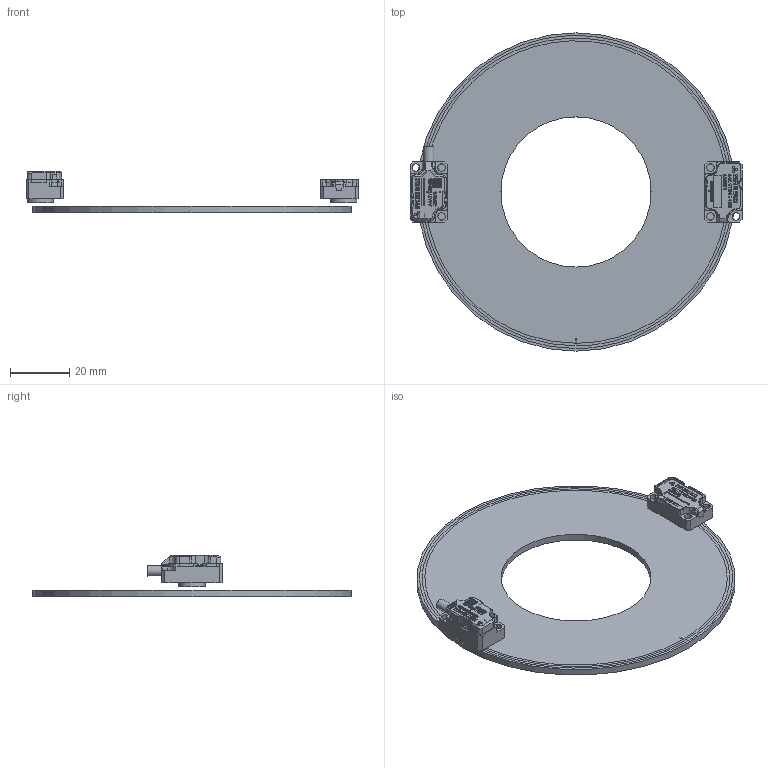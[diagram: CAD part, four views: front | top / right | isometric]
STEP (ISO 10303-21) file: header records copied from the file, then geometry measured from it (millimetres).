
FILE_DESCRIPTION(/* description */ (''),/* implementation_level */ '2;1');
FILE_NAME(/* name */ '40um 108mm DISK.stp',/* time_stamp */ '2019-07-04T14:14:01+01:00',/* author */ (''),/* organization */ (''),/* preprocessor_version */ 'ST-DEVELOPER v16',/* originating_system */ 'SIEMENS PLM Software NX 10.0',/* authorisation */ '');
FILE_SCHEMA (('AP203_CONFIGURATION_CONTROLLED_3D_DESIGN_OF_MECHANICAL_PARTS_AND_ASSEMBLIES_MIM_LF { 1 0 10303 403 2 1 2}'));
Length unit declared in the file: millimetre
Products named in the file (1): lg141F58A2CF4bcj
Bounding box: 112.53 x 107.9 x 14.19 mm (x, y, z)
Volume: 19496.1 mm3; surface area: 18745.5 mm2
Topology: 5 solids, 5 shells, 1549 faces, 4129 edges, 2740 vertices
Faces by surface type: plane 1108, cylinder 226, extrusion 131, bspline 56, cone 28
Full cylindrical faces by diameter (mm): 0.1 x1, 0.35 x1, 0.8 x6, 2.55 x6, 2.9 x1, 3.5 x1, 7.5 x2, 8.949 x2, 50.9 x1, 107.9 x1
Entity records: 52979 total; most frequent: CARTESIAN_POINT 17071, ORIENTED_EDGE 8192, DIRECTION 5971, EDGE_CURVE 4096, VERTEX_POINT 2734, VECTOR 2221, LINE 2090, AXIS2_PLACEMENT_3D 1875
